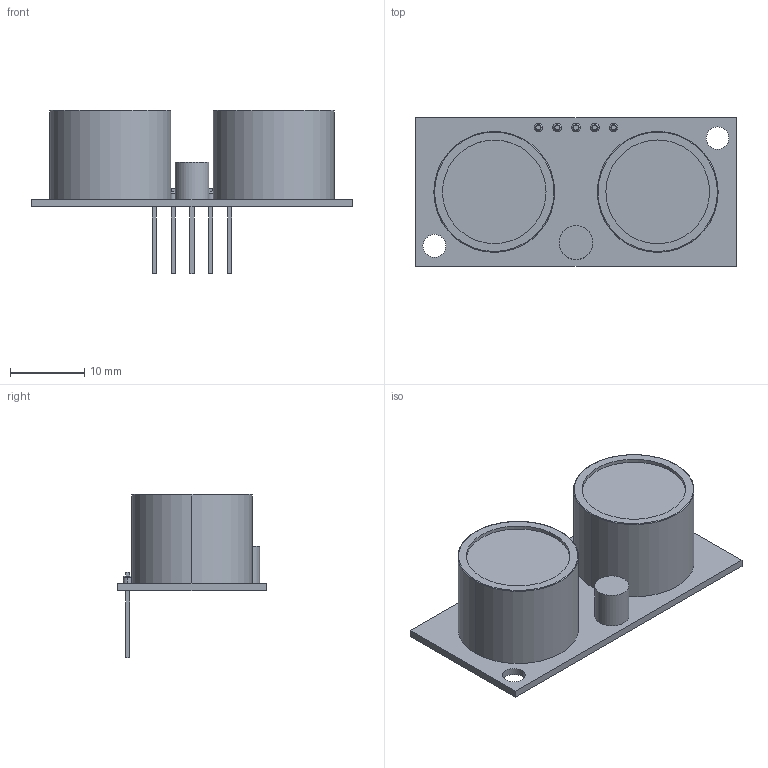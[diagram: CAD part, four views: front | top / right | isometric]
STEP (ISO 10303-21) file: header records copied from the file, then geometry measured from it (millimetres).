
FILE_DESCRIPTION (( 'STEP AP214' ), '1' );
FILE_NAME ('User Library-SRF 08.STEP', '2020-09-01T20:39:01', ( '' ), ( '' ), 'SwSTEP 2.0', 'SolidWorks 2020', '' );
FILE_SCHEMA (( 'AUTOMOTIVE_DESIGN' ));
Length unit declared in the file: centimetre
Products named in the file (1): User Library-SRF 08
Bounding box: 43.18 x 20 x 22 mm (x, y, z)
Volume: 5777.5 mm3; surface area: 3297.6 mm2
Topology: 1 solids, 1 shells, 119 faces, 292 edges, 190 vertices
Faces by surface type: plane 81, cylinder 24, torus 14
Entity records: 4658 total; most frequent: CARTESIAN_POINT 754, DIRECTION 588, ORIENTED_EDGE 584, EDGE_CURVE 292, AXIS2_PLACEMENT_3D 216, VERTEX_POINT 190, VECTOR 156, LINE 156
